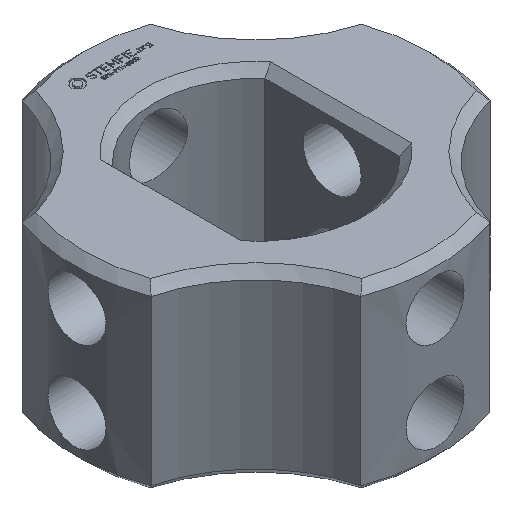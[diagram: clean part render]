
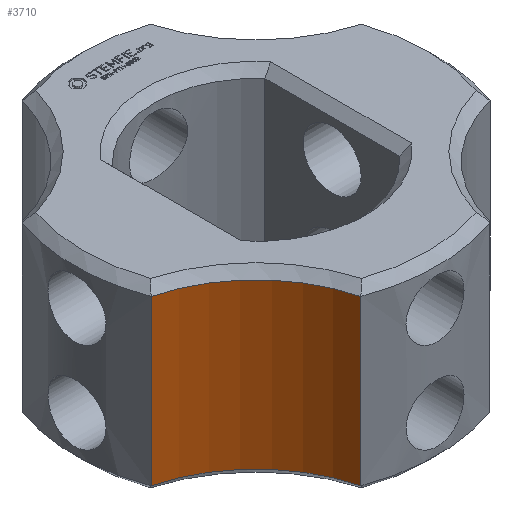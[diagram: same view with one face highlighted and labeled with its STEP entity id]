
A CAD part, isometric view. The second image highlights one B-rep face of the part: STEP entity #3710.
In plain terms, the highlighted cylindrical face has radius 5 mm (diameter 10 mm), a partial arc.
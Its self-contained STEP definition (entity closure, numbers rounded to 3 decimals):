
#445 = EDGE_CURVE('',#446,#448,#450,.T.);
#446 = VERTEX_POINT('',#447);
#447 = CARTESIAN_POINT('',(-2.225,-5.841,0.3));
#448 = VERTEX_POINT('',#449);
#449 = CARTESIAN_POINT('',(-2.225,-5.841,5.95));
#450 = LINE('',#451,#452);
#451 = CARTESIAN_POINT('',(-2.225,-5.841,0.));
#452 = VECTOR('',#453,1.);
#453 = DIRECTION('',(0.,0.,1.));
#3710 = ADVANCED_FACE('',(#3711),#3738,.F.);
#3711 = FACE_BOUND('',#3712,.T.);
#3712 = EDGE_LOOP('',(#3713,#3714,#3723,#3731));
#3713 = ORIENTED_EDGE('',*,*,#445,.T.);
#3714 = ORIENTED_EDGE('',*,*,#3715,.T.);
#3715 = EDGE_CURVE('',#448,#3716,#3718,.T.);
#3716 = VERTEX_POINT('',#3717);
#3717 = CARTESIAN_POINT('',(-5.841,-2.225,5.95));
#3718 = CIRCLE('',#3719,5.);
#3719 = AXIS2_PLACEMENT_3D('',#3720,#3721,#3722);
#3720 = CARTESIAN_POINT('',(-7.071,-7.071,5.95));
#3721 = DIRECTION('',(0.,-0.,1.));
#3722 = DIRECTION('',(0.969,0.246,0.));
#3723 = ORIENTED_EDGE('',*,*,#3724,.F.);
#3724 = EDGE_CURVE('',#3725,#3716,#3727,.T.);
#3725 = VERTEX_POINT('',#3726);
#3726 = CARTESIAN_POINT('',(-5.841,-2.225,0.3));
#3727 = LINE('',#3728,#3729);
#3728 = CARTESIAN_POINT('',(-5.841,-2.225,0.));
#3729 = VECTOR('',#3730,1.);
#3730 = DIRECTION('',(0.,0.,1.));
#3731 = ORIENTED_EDGE('',*,*,#3732,.F.);
#3732 = EDGE_CURVE('',#446,#3725,#3733,.T.);
#3733 = CIRCLE('',#3734,5.);
#3734 = AXIS2_PLACEMENT_3D('',#3735,#3736,#3737);
#3735 = CARTESIAN_POINT('',(-7.071,-7.071,0.3));
#3736 = DIRECTION('',(0.,-0.,1.));
#3737 = DIRECTION('',(0.969,0.246,0.));
#3738 = CYLINDRICAL_SURFACE('',#3739,5.);
#3739 = AXIS2_PLACEMENT_3D('',#3740,#3741,#3742);
#3740 = CARTESIAN_POINT('',(-7.071,-7.071,0.));
#3741 = DIRECTION('',(-0.,-0.,-1.));
#3742 = DIRECTION('',(1.,0.,0.));
